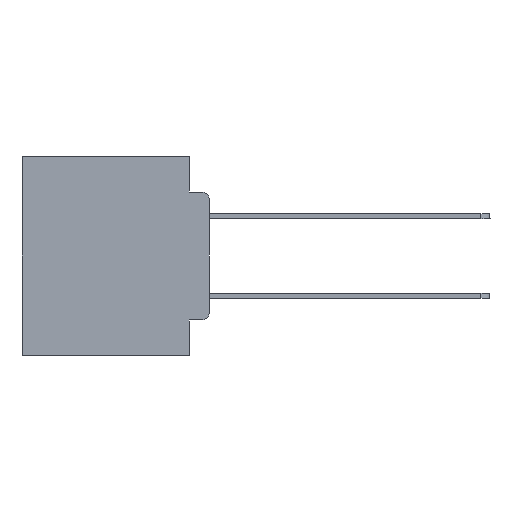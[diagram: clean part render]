
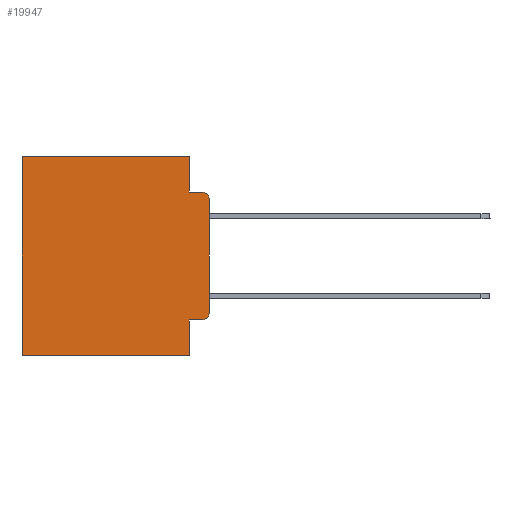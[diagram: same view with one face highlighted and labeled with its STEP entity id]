
A CAD part, left-side view. The second image highlights one B-rep face of the part: STEP entity #19947.
In plain terms, the highlighted planar face has unit normal (-1, 0, 0).
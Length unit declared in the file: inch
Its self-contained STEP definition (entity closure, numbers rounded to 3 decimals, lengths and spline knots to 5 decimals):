
#165 = CARTESIAN_POINT ( 'NONE',  ( 0.298, 0.02, -0.1085 ) ) ;
#292 = CARTESIAN_POINT ( 'NONE',  ( 0.298, 0.051, -0.4115 ) ) ;
#583 = EDGE_CURVE ( 'NONE', #8299, #25256, #612, .T. ) ;
#612 = LINE ( 'NONE', #25199, #14521 ) ;
#848 = CARTESIAN_POINT ( 'NONE',  ( 0.298, 0., -0.1085 ) ) ;
#1135 = CIRCLE ( 'NONE', #3964, 0.02 ) ;
#1242 = LINE ( 'NONE', #12939, #23520 ) ;
#1419 = VERTEX_POINT ( 'NONE', #19883 ) ;
#2087 = LINE ( 'NONE', #14229, #18563 ) ;
#2572 = EDGE_CURVE ( 'NONE', #19111, #19400, #19056, .T. ) ;
#3658 = ORIENTED_EDGE ( 'NONE', *, *, #11454, .F. ) ;
#3673 = ORIENTED_EDGE ( 'NONE', *, *, #25914, .F. ) ;
#3727 = CARTESIAN_POINT ( 'NONE',  ( 0.298, 0.051, 0. ) ) ;
#3964 = AXIS2_PLACEMENT_3D ( 'NONE', #7604, #13614, #7234 ) ;
#4555 = DIRECTION ( 'NONE',  ( -1., 0., 0. ) ) ;
#5302 = ORIENTED_EDGE ( 'NONE', *, *, #2572, .T. ) ;
#5456 = EDGE_CURVE ( 'NONE', #11947, #1419, #26604, .T. ) ;
#5853 = CARTESIAN_POINT ( 'NONE',  ( 0.298, 0.051, 0. ) ) ;
#5866 = ORIENTED_EDGE ( 'NONE', *, *, #583, .F. ) ;
#6467 = LINE ( 'NONE', #7658, #15539 ) ;
#6667 = CARTESIAN_POINT ( 'NONE',  ( 0.298, 0., -0.3915 ) ) ;
#7234 = DIRECTION ( 'NONE',  ( 0., 0., -1. ) ) ;
#7604 = CARTESIAN_POINT ( 'NONE',  ( 0.298, 0.02, -0.3915 ) ) ;
#7658 = CARTESIAN_POINT ( 'NONE',  ( 0.298, 0.051, 0. ) ) ;
#7981 = CARTESIAN_POINT ( 'NONE',  ( 0.298, 0., 0. ) ) ;
#8159 = EDGE_CURVE ( 'NONE', #13559, #1419, #19086, .T. ) ;
#8299 = VERTEX_POINT ( 'NONE', #26223 ) ;
#10861 = EDGE_LOOP ( 'NONE', ( #3658, #16200, #26340, #3673, #19185, #25095, #5866, #11804, #5302, #13451 ) ) ;
#11273 = DIRECTION ( 'NONE',  ( 0., -1., 0. ) ) ;
#11438 = AXIS2_PLACEMENT_3D ( 'NONE', #7981, #27469, #23289 ) ;
#11454 = EDGE_CURVE ( 'NONE', #11947, #19512, #2087, .T. ) ;
#11804 = ORIENTED_EDGE ( 'NONE', *, *, #24760, .F. ) ;
#11947 = VERTEX_POINT ( 'NONE', #848 ) ;
#11974 = CARTESIAN_POINT ( 'NONE',  ( 0.298, 0.051, -0.4115 ) ) ;
#12086 = DIRECTION ( 'NONE',  ( 0., 1., 0. ) ) ;
#12118 = EDGE_CURVE ( 'NONE', #14077, #23064, #21547, .T. ) ;
#12383 = PLANE ( 'NONE',  #11438 ) ;
#12576 = DIRECTION ( 'NONE',  ( 0., 1., 0. ) ) ;
#12738 = DIRECTION ( 'NONE',  ( 0., -1., 0. ) ) ;
#12830 = VECTOR ( 'NONE', #12576, 39.37008 ) ;
#12939 = CARTESIAN_POINT ( 'NONE',  ( 0.298, 0.473, 0. ) ) ;
#13330 = VECTOR ( 'NONE', #11273, 39.37008 ) ;
#13387 = DIRECTION ( 'NONE',  ( 0., 0., -1. ) ) ;
#13451 = ORIENTED_EDGE ( 'NONE', *, *, #15680, .T. ) ;
#13559 = VERTEX_POINT ( 'NONE', #24331 ) ;
#13614 = DIRECTION ( 'NONE',  ( -1., 0., 0. ) ) ;
#13818 = EDGE_CURVE ( 'NONE', #23064, #25256, #1242, .T. ) ;
#13955 = DIRECTION ( 'NONE',  ( 0., 0., -1. ) ) ;
#14077 = VERTEX_POINT ( 'NONE', #5853 ) ;
#14229 = CARTESIAN_POINT ( 'NONE',  ( 0.298, 0., 0. ) ) ;
#14231 = VECTOR ( 'NONE', #23109, 39.37008 ) ;
#14521 = VECTOR ( 'NONE', #12086, 39.37008 ) ;
#15539 = VECTOR ( 'NONE', #13955, 39.37008 ) ;
#15680 = EDGE_CURVE ( 'NONE', #19400, #19512, #1135, .T. ) ;
#16200 = ORIENTED_EDGE ( 'NONE', *, *, #5456, .T. ) ;
#18524 = FACE_OUTER_BOUND ( 'NONE', #10861, .T. ) ;
#18563 = VECTOR ( 'NONE', #13387, 39.37008 ) ;
#19056 = LINE ( 'NONE', #292, #13330 ) ;
#19086 = LINE ( 'NONE', #27456, #23121 ) ;
#19111 = VERTEX_POINT ( 'NONE', #11974 ) ;
#19185 = ORIENTED_EDGE ( 'NONE', *, *, #12118, .T. ) ;
#19400 = VERTEX_POINT ( 'NONE', #20855 ) ;
#19512 = VERTEX_POINT ( 'NONE', #6667 ) ;
#19564 = LINE ( 'NONE', #3727, #14231 ) ;
#19883 = CARTESIAN_POINT ( 'NONE',  ( 0.298, 0.02, -0.0885 ) ) ;
#19947 = ADVANCED_FACE ( 'NONE', ( #18524 ), #12383, .F. ) ;
#20855 = CARTESIAN_POINT ( 'NONE',  ( 0.298, 0.02, -0.4115 ) ) ;
#21547 = LINE ( 'NONE', #25354, #12830 ) ;
#23064 = VERTEX_POINT ( 'NONE', #24447 ) ;
#23109 = DIRECTION ( 'NONE',  ( 0., 0., -1. ) ) ;
#23121 = VECTOR ( 'NONE', #12738, 39.37008 ) ;
#23289 = DIRECTION ( 'NONE',  ( 0., 0., -1. ) ) ;
#23520 = VECTOR ( 'NONE', #25723, 39.37008 ) ;
#24331 = CARTESIAN_POINT ( 'NONE',  ( 0.298, 0.051, -0.0885 ) ) ;
#24447 = CARTESIAN_POINT ( 'NONE',  ( 0.298, 0.473, 0. ) ) ;
#24565 = CARTESIAN_POINT ( 'NONE',  ( 0.298, 0.473, -0.5 ) ) ;
#24760 = EDGE_CURVE ( 'NONE', #19111, #8299, #19564, .T. ) ;
#25095 = ORIENTED_EDGE ( 'NONE', *, *, #13818, .T. ) ;
#25199 = CARTESIAN_POINT ( 'NONE',  ( 0.298, 0., -0.5 ) ) ;
#25223 = AXIS2_PLACEMENT_3D ( 'NONE', #165, #4555, #25887 ) ;
#25256 = VERTEX_POINT ( 'NONE', #24565 ) ;
#25354 = CARTESIAN_POINT ( 'NONE',  ( 0.298, 0., 0. ) ) ;
#25723 = DIRECTION ( 'NONE',  ( 0., 0., -1. ) ) ;
#25887 = DIRECTION ( 'NONE',  ( 0., 0., -1. ) ) ;
#25914 = EDGE_CURVE ( 'NONE', #14077, #13559, #6467, .T. ) ;
#26223 = CARTESIAN_POINT ( 'NONE',  ( 0.298, 0.051, -0.5 ) ) ;
#26340 = ORIENTED_EDGE ( 'NONE', *, *, #8159, .F. ) ;
#26604 = CIRCLE ( 'NONE', #25223, 0.02 ) ;
#27456 = CARTESIAN_POINT ( 'NONE',  ( 0.298, 0.051, -0.0885 ) ) ;
#27469 = DIRECTION ( 'NONE',  ( 1., 0., 0. ) ) ;
